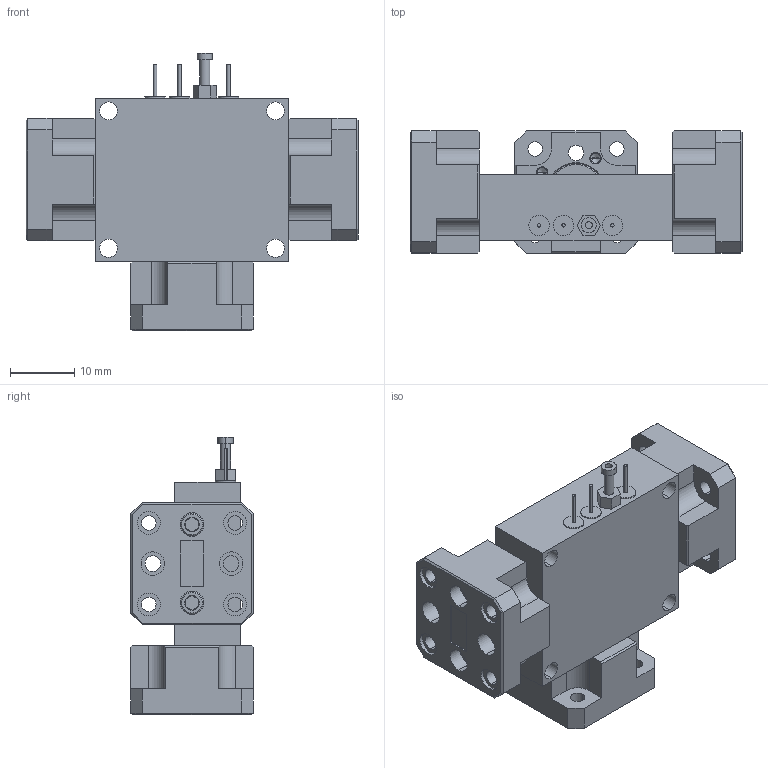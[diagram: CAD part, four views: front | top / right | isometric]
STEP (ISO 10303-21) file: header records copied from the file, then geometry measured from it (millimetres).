
FILE_DESCRIPTION (( 'STEP AP214' ), '1' );
FILE_NAME ('KD-AA-Z1.STEP', '2024-12-05T00:44:39', ( '' ), ( '' ), 'SwSTEP 2.0', 'SolidWorks 2021', '' );
FILE_SCHEMA (( 'AUTOMOTIVE_DESIGN' ));
Length unit declared in the file: inch
Products named in the file (1): KD-AA-Z1
Bounding box: 51.69 x 19.05 x 43.25 mm (x, y, z)
Volume: 15887.9 mm3; surface area: 9915.1 mm2
Topology: 12 solids, 15 shells, 1516 faces, 3994 edges, 2590 vertices
Faces by surface type: plane 578, cylinder 544, bspline 244, cone 150
Entity records: 82821 total; most frequent: CARTESIAN_POINT 28936, ORIENTED_EDGE 7940, DIRECTION 5865, EDGE_CURVE 3970, VERTEX_POINT 2590, LINE 2165, VECTOR 2165, AXIS2_PLACEMENT_3D 1850
